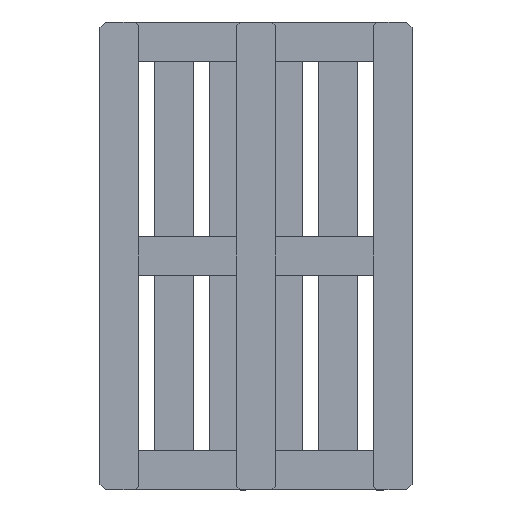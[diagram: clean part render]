
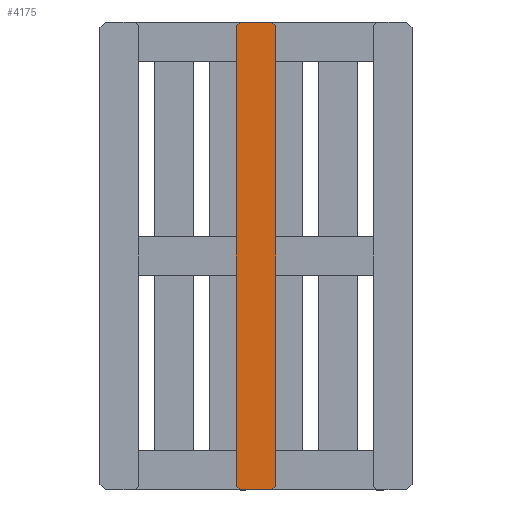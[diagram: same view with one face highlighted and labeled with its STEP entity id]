
A CAD part, front view. The second image highlights one B-rep face of the part: STEP entity #4175.
In plain terms, the highlighted free-form (B-spline) face has degree [1, 1] with [2, 2] control points.
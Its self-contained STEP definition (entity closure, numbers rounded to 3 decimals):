
#4146 = VERTEX_POINT('',#4147);
#4147 = CARTESIAN_POINT('',(314.67,-139.504,
    1248.192));
#4160 = VERTEX_POINT('',#4161);
#4161 = CARTESIAN_POINT('',(314.67,-139.504,
    10.489));
#4166 = EDGE_CURVE('',#4160,#4146,#4167,.T.);
#4167 = B_SPLINE_CURVE_WITH_KNOTS('',1,(#4168,#4169),.UNSPECIFIED.,.F.,
  .F.,(2,2),(0.,1180.),.PIECEWISE_BEZIER_KNOTS.);
#4168 = CARTESIAN_POINT('',(314.67,-139.504,
    10.489));
#4169 = CARTESIAN_POINT('',(314.67,-139.504,
    1248.192));
#4175 = ADVANCED_FACE('',(#4176),#4226,.T.);
#4176 = FACE_BOUND('',#4177,.T.);
#4177 = EDGE_LOOP('',(#4178,#4187,#4194,#4199,#4200,#4207,#4214,#4221));
#4178 = ORIENTED_EDGE('',*,*,#4179,.T.);
#4179 = EDGE_CURVE('',#4180,#4182,#4184,.T.);
#4180 = VERTEX_POINT('',#4181);
#4181 = CARTESIAN_POINT('',(419.56,-139.504,
    1248.192));
#4182 = VERTEX_POINT('',#4183);
#4183 = CARTESIAN_POINT('',(409.071,-139.504,
    1258.681));
#4184 = B_SPLINE_CURVE_WITH_KNOTS('',1,(#4185,#4186),.UNSPECIFIED.,.F.,
  .F.,(2,2),(0.,14.142),.PIECEWISE_BEZIER_KNOTS.);
#4185 = CARTESIAN_POINT('',(419.56,-139.504,
    1248.192));
#4186 = CARTESIAN_POINT('',(409.071,-139.504,
    1258.681));
#4187 = ORIENTED_EDGE('',*,*,#4188,.F.);
#4188 = EDGE_CURVE('',#4189,#4182,#4191,.T.);
#4189 = VERTEX_POINT('',#4190);
#4190 = CARTESIAN_POINT('',(325.159,-139.504,
    1258.681));
#4191 = B_SPLINE_CURVE_WITH_KNOTS('',1,(#4192,#4193),.UNSPECIFIED.,.F.,
  .F.,(2,2),(0.,80.),.PIECEWISE_BEZIER_KNOTS.);
#4192 = CARTESIAN_POINT('',(325.159,-139.504,
    1258.681));
#4193 = CARTESIAN_POINT('',(409.071,-139.504,
    1258.681));
#4194 = ORIENTED_EDGE('',*,*,#4195,.T.);
#4195 = EDGE_CURVE('',#4189,#4146,#4196,.T.);
#4196 = B_SPLINE_CURVE_WITH_KNOTS('',1,(#4197,#4198),.UNSPECIFIED.,.F.,
  .F.,(2,2),(0.,14.142),.PIECEWISE_BEZIER_KNOTS.);
#4197 = CARTESIAN_POINT('',(325.159,-139.504,
    1258.681));
#4198 = CARTESIAN_POINT('',(314.67,-139.504,
    1248.192));
#4199 = ORIENTED_EDGE('',*,*,#4166,.F.);
#4200 = ORIENTED_EDGE('',*,*,#4201,.T.);
#4201 = EDGE_CURVE('',#4160,#4202,#4204,.T.);
#4202 = VERTEX_POINT('',#4203);
#4203 = CARTESIAN_POINT('',(325.159,-139.504,
    0.));
#4204 = B_SPLINE_CURVE_WITH_KNOTS('',1,(#4205,#4206),.UNSPECIFIED.,.F.,
  .F.,(2,2),(0.,14.142),.PIECEWISE_BEZIER_KNOTS.);
#4205 = CARTESIAN_POINT('',(314.67,-139.504,
    10.489));
#4206 = CARTESIAN_POINT('',(325.159,-139.504,
    0.));
#4207 = ORIENTED_EDGE('',*,*,#4208,.T.);
#4208 = EDGE_CURVE('',#4202,#4209,#4211,.T.);
#4209 = VERTEX_POINT('',#4210);
#4210 = CARTESIAN_POINT('',(409.071,-139.504,
    0.));
#4211 = B_SPLINE_CURVE_WITH_KNOTS('',1,(#4212,#4213),.UNSPECIFIED.,.F.,
  .F.,(2,2),(0.,80.),.PIECEWISE_BEZIER_KNOTS.);
#4212 = CARTESIAN_POINT('',(325.159,-139.504,
    0.));
#4213 = CARTESIAN_POINT('',(409.071,-139.504,
    0.));
#4214 = ORIENTED_EDGE('',*,*,#4215,.T.);
#4215 = EDGE_CURVE('',#4209,#4216,#4218,.T.);
#4216 = VERTEX_POINT('',#4217);
#4217 = CARTESIAN_POINT('',(419.56,-139.504,
    10.489));
#4218 = B_SPLINE_CURVE_WITH_KNOTS('',1,(#4219,#4220),.UNSPECIFIED.,.F.,
  .F.,(2,2),(0.,14.142),
  .PIECEWISE_BEZIER_KNOTS.);
#4219 = CARTESIAN_POINT('',(409.071,-139.504,
    0.));
#4220 = CARTESIAN_POINT('',(419.56,-139.504,
    10.489));
#4221 = ORIENTED_EDGE('',*,*,#4222,.T.);
#4222 = EDGE_CURVE('',#4216,#4180,#4223,.T.);
#4223 = B_SPLINE_CURVE_WITH_KNOTS('',1,(#4224,#4225),.UNSPECIFIED.,.F.,
  .F.,(2,2),(0.,1180.),.PIECEWISE_BEZIER_KNOTS.);
#4224 = CARTESIAN_POINT('',(419.56,-139.504,
    10.489));
#4225 = CARTESIAN_POINT('',(419.56,-139.504,
    1248.192));
#4226 = B_SPLINE_SURFACE_WITH_KNOTS('',1,1,(
    (#4227,#4228)
    ,(#4229,#4230
    )),.UNSPECIFIED.,.F.,.F.,.F.,(2,2),(2,2),(0.,100.),
  (0.,1200.),.PIECEWISE_BEZIER_KNOTS.);
#4227 = CARTESIAN_POINT('',(314.67,-139.504,
    0.));
#4228 = CARTESIAN_POINT('',(314.67,-139.504,
    1258.681));
#4229 = CARTESIAN_POINT('',(419.56,-139.504,
    0.));
#4230 = CARTESIAN_POINT('',(419.56,-139.504,
    1258.681));
